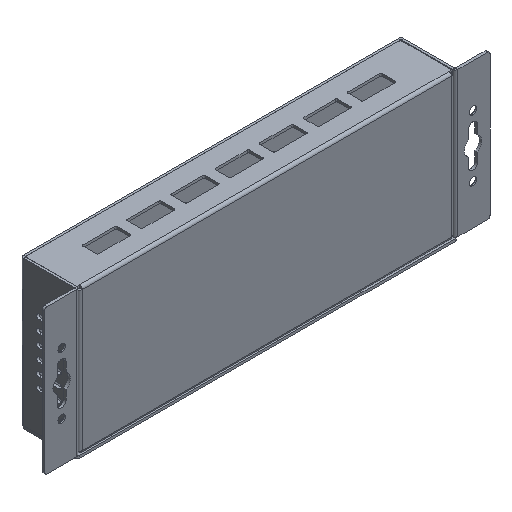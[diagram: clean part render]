
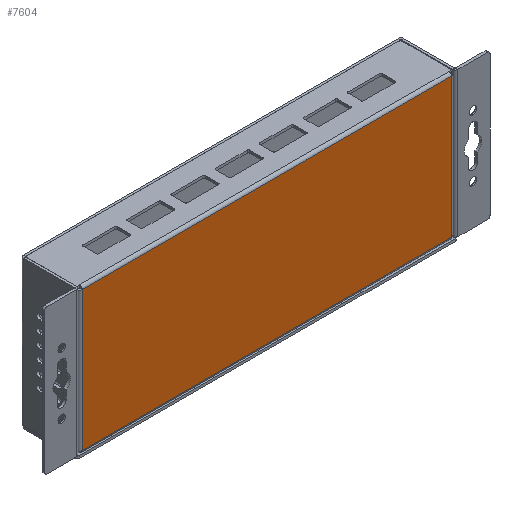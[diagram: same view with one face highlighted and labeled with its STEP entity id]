
A CAD part, isometric view. The second image highlights one B-rep face of the part: STEP entity #7604.
In plain terms, the highlighted planar face has unit normal (0, -1, 0).
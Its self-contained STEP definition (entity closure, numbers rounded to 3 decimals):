
#498=PLANE('',#8207);
#784=FACE_OUTER_BOUND('',#1256,.T.);
#1256=EDGE_LOOP('',(#5830,#5831,#5832,#5833));
#1824=LINE('',#11250,#2517);
#1832=LINE('',#11275,#2525);
#1841=LINE('',#11299,#2534);
#1854=LINE('',#11335,#2547);
#2517=VECTOR('',#9243,10.);
#2525=VECTOR('',#9277,10.);
#2534=VECTOR('',#9306,10.);
#2547=VECTOR('',#9357,10.);
#3518=VERTEX_POINT('',#11247);
#3519=VERTEX_POINT('',#11249);
#3523=VERTEX_POINT('',#11274);
#3528=VERTEX_POINT('',#11297);
#4334=EDGE_CURVE('',#3519,#3518,#1824,.T.);
#4347=EDGE_CURVE('',#3523,#3519,#1832,.T.);
#4361=EDGE_CURVE('',#3518,#3528,#1841,.T.);
#4379=EDGE_CURVE('',#3528,#3523,#1854,.T.);
#5830=ORIENTED_EDGE('',*,*,#4334,.T.);
#5831=ORIENTED_EDGE('',*,*,#4361,.T.);
#5832=ORIENTED_EDGE('',*,*,#4379,.T.);
#5833=ORIENTED_EDGE('',*,*,#4347,.T.);
#7604=ADVANCED_FACE('',(#784),#498,.F.);
#8207=AXIS2_PLACEMENT_3D('',#11339,#9363,#9364);
#9243=DIRECTION('',(1.,0.,0.));
#9277=DIRECTION('',(0.,0.,-1.));
#9306=DIRECTION('',(0.,0.,1.));
#9357=DIRECTION('',(-1.,0.,0.));
#9363=DIRECTION('center_axis',(0.,1.,0.));
#9364=DIRECTION('ref_axis',(0.,0.,1.));
#11247=CARTESIAN_POINT('',(74.275,0.,-28.025));
#11249=CARTESIAN_POINT('',(-74.275,0.,-28.025));
#11250=CARTESIAN_POINT('',(-37.138,0.,-28.025));
#11274=CARTESIAN_POINT('',(-74.275,0.,28.025));
#11275=CARTESIAN_POINT('',(-74.275,0.,14.013));
#11297=CARTESIAN_POINT('',(74.275,0.,28.025));
#11299=CARTESIAN_POINT('',(74.275,0.,-14.563));
#11335=CARTESIAN_POINT('',(37.688,0.,28.025));
#11339=CARTESIAN_POINT('Origin',(0.,0.,0.));
